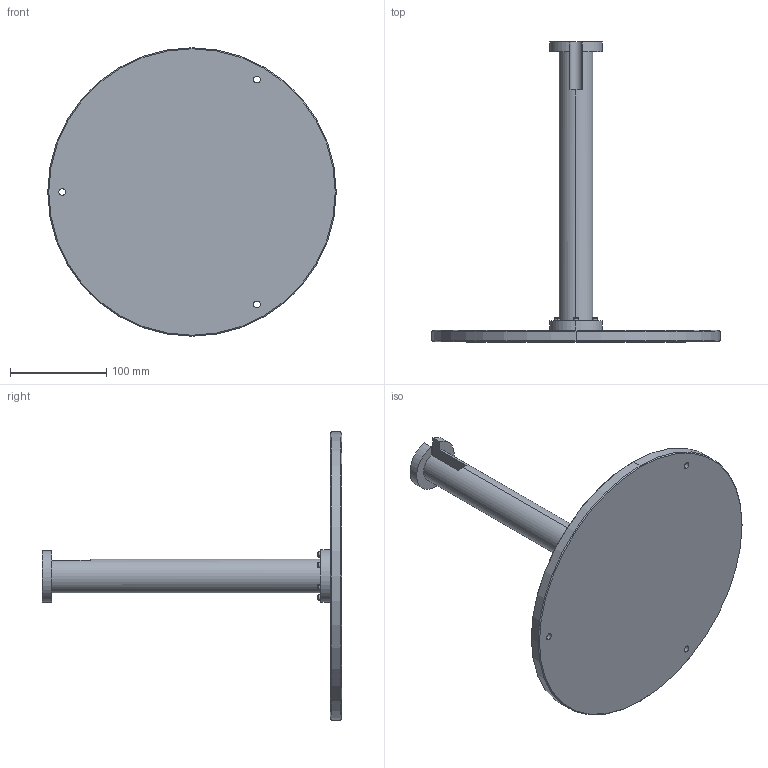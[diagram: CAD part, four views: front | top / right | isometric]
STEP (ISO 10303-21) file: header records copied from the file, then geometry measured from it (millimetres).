
FILE_DESCRIPTION (( 'STEP AP214' ), '1' );
FILE_NAME ('A-651.PED_CUSTOMER MODEL.STEP', '2017-03-06T21:14:56', ( 'Physik Instrumente GmbH & Co.KG' ), ( 'Physik Instrumente GmbH & Co.KG' ), 'SwSTEP 2.0', 'SolidWorks 2016', '' );
FILE_SCHEMA (( 'AUTOMOTIVE_DESIGN' ));
Length unit declared in the file: millimetre
Products named in the file (1): A-651.PED_CUSTOMER MODEL
Bounding box: 300 x 312 x 300 mm (x, y, z)
Volume: 1147253.5 mm3; surface area: 199128.1 mm2
Topology: 8 solids, 8 shells, 274 faces, 593 edges, 330 vertices
Faces by surface type: plane 99, cylinder 87, cone 64, torus 24
Entity records: 10248 total; most frequent: DIRECTION 1359, CARTESIAN_POINT 1162, ORIENTED_EDGE 1114, EDGE_CURVE 557, AXIS2_PLACEMENT_3D 527, VERTEX_POINT 330, EDGE_LOOP 323, VECTOR 305
